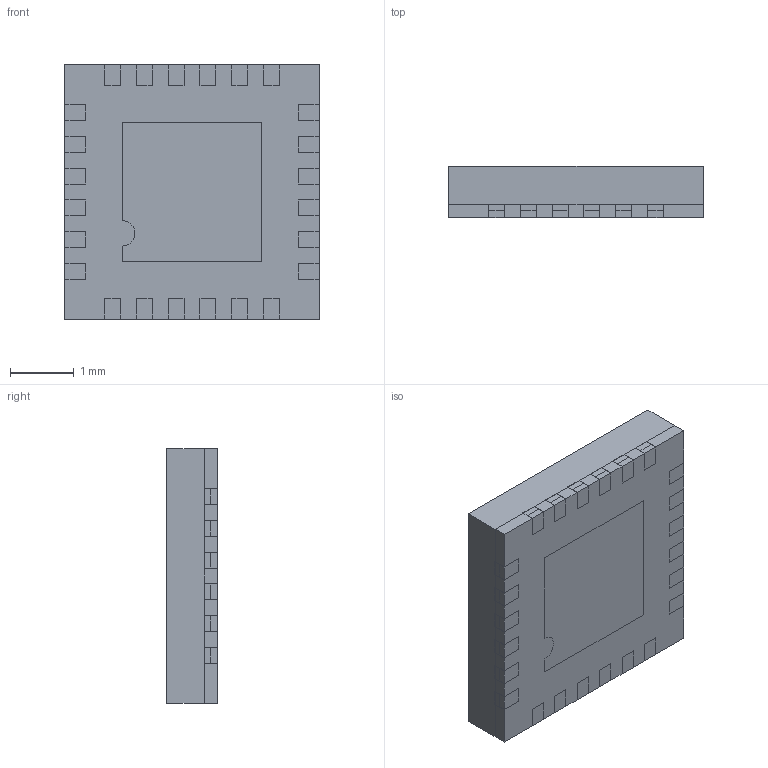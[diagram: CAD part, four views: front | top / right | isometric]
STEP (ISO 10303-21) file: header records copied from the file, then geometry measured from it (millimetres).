
FILE_DESCRIPTION (( 'STEP AP214' ), '1' );
FILE_NAME ('M-QFN24T.5-G3.STEP', '2020-03-19T06:33:48', ( '' ), ( '' ), 'SwSTEP 2.0', 'SolidWorks 2018', '' );
FILE_SCHEMA (( 'AUTOMOTIVE_DESIGN' ));
Length unit declared in the file: millimetre
Products named in the file (3): Lead Frame; Frame and Body; M-QFN24T.5-G3
Assembly tree (2 placements, depth 2):
  M-QFN24T.5-G3
    Lead Frame
    Frame and Body
Bounding box: 4 x 0.8 x 4 mm (x, y, z)
Volume: 6.8 mm3; surface area: 94.4 mm2
Topology: 27 solids, 27 shells, 388 faces, 948 edges, 616 vertices
Faces by surface type: plane 383, cylinder 5
Entity records: 13048 total; most frequent: CARTESIAN_POINT 1975, ORIENTED_EDGE 1896, DIRECTION 1732, EDGE_CURVE 948, LINE 938, VECTOR 938, VERTEX_POINT 616, AXIS2_PLACEMENT_3D 397
